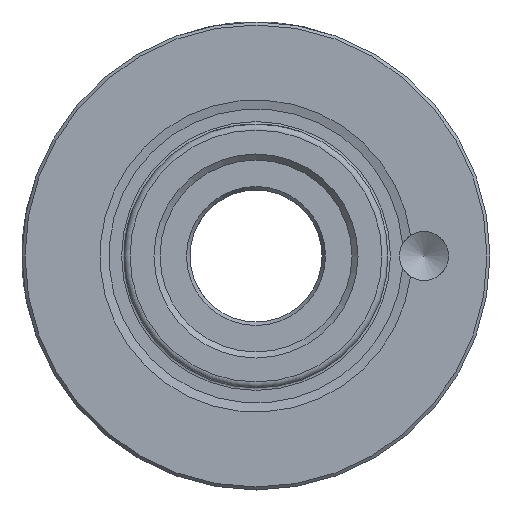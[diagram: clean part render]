
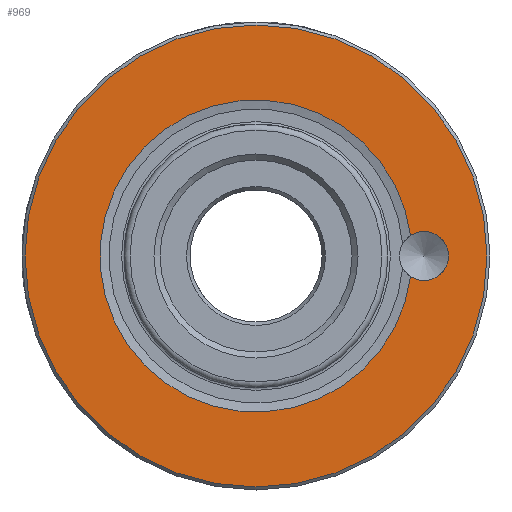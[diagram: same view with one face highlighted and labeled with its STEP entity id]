
A CAD part, left-side view. The second image highlights one B-rep face of the part: STEP entity #969.
In plain terms, the highlighted planar face has unit normal (-1, 0, 0).
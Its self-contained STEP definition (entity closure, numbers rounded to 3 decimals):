
#31=FACE_BOUND('',#160,.T.);
#47=PLANE('',#1107);
#99=FACE_OUTER_BOUND('',#159,.T.);
#159=EDGE_LOOP('',(#692));
#160=EDGE_LOOP('',(#693,#694,#695));
#352=CIRCLE('',#1105,2.05);
#353=CIRCLE('',#1106,2.05);
#354=CIRCLE('',#1108,19.25);
#355=CIRCLE('',#1109,13.);
#440=VERTEX_POINT('',#1592);
#442=VERTEX_POINT('',#1601);
#443=VERTEX_POINT('',#1608);
#444=VERTEX_POINT('',#1613);
#538=EDGE_CURVE('',#443,#442,#352,.T.);
#540=EDGE_CURVE('',#440,#443,#353,.T.);
#541=EDGE_CURVE('',#444,#444,#354,.T.);
#542=EDGE_CURVE('',#442,#440,#355,.T.);
#692=ORIENTED_EDGE('',*,*,#541,.F.);
#693=ORIENTED_EDGE('',*,*,#540,.T.);
#694=ORIENTED_EDGE('',*,*,#538,.T.);
#695=ORIENTED_EDGE('',*,*,#542,.T.);
#969=ADVANCED_FACE('',(#99,#31),#47,.T.);
#1105=AXIS2_PLACEMENT_3D('',#1609,#1259,#1260);
#1106=AXIS2_PLACEMENT_3D('',#1611,#1262,#1263);
#1107=AXIS2_PLACEMENT_3D('',#1612,#1264,#1265);
#1108=AXIS2_PLACEMENT_3D('',#1614,#1266,#1267);
#1109=AXIS2_PLACEMENT_3D('',#1615,#1268,#1269);
#1259=DIRECTION('center_axis',(1.,0.,0.));
#1260=DIRECTION('ref_axis',(0.,1.,0.));
#1262=DIRECTION('center_axis',(1.,0.,0.));
#1263=DIRECTION('ref_axis',(0.,1.,0.));
#1264=DIRECTION('center_axis',(-1.,0.,0.));
#1265=DIRECTION('ref_axis',(0.,0.,1.));
#1266=DIRECTION('center_axis',(1.,0.,0.));
#1267=DIRECTION('ref_axis',(0.,0.,-1.));
#1268=DIRECTION('center_axis',(1.,0.,0.));
#1269=DIRECTION('ref_axis',(0.,0.,-1.));
#1592=CARTESIAN_POINT('',(24.,-12.886,1.721));
#1601=CARTESIAN_POINT('',(24.,-12.886,-1.721));
#1608=CARTESIAN_POINT('',(24.,-16.05,0.));
#1609=CARTESIAN_POINT('Origin',(24.,-14.,0.));
#1611=CARTESIAN_POINT('Origin',(24.,-14.,0.));
#1612=CARTESIAN_POINT('Origin',(24.,19.25,0.));
#1613=CARTESIAN_POINT('',(24.,-19.25,0.));
#1614=CARTESIAN_POINT('Origin',(24.,0.,0.));
#1615=CARTESIAN_POINT('Origin',(24.,0.,0.));
